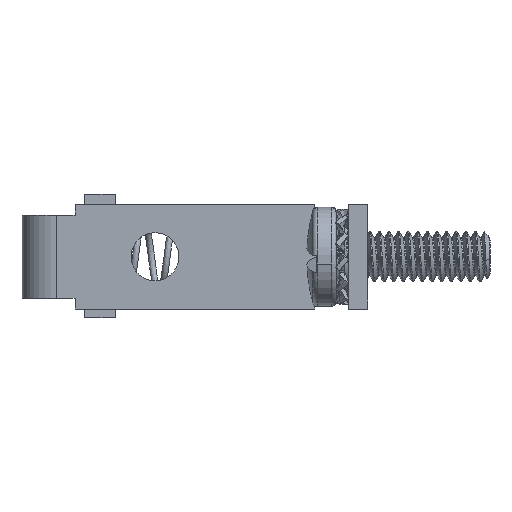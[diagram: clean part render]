
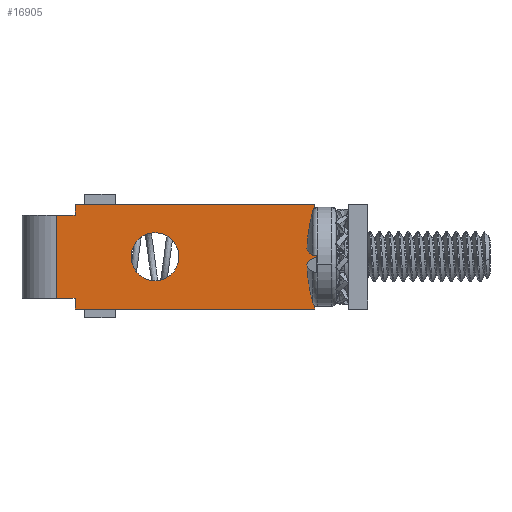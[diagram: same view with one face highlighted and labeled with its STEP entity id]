
A CAD part, left-side view. The second image highlights one B-rep face of the part: STEP entity #16905.
In plain terms, the highlighted planar face has unit normal (-1, 0, 0).
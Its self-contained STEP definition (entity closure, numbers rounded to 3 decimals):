
#67 = VECTOR ( 'NONE', #12535, 1000. ) ;
#146 = EDGE_CURVE ( 'NONE', #10121, #15276, #30841, .T. ) ;
#521 = CARTESIAN_POINT ( 'NONE',  ( -26.543, 0.254, 3.366 ) ) ;
#895 = LINE ( 'NONE', #27987, #12985 ) ;
#1151 = EDGE_CURVE ( 'NONE', #24982, #15276, #895, .T. ) ;
#1611 = VECTOR ( 'NONE', #16145, 1000. ) ;
#1781 = LINE ( 'NONE', #24509, #30117 ) ;
#1852 = CARTESIAN_POINT ( 'NONE',  ( -26.543, 0.254, 4.254 ) ) ;
#1954 = DIRECTION ( 'NONE',  ( 0., 0., -1. ) ) ;
#3109 = AXIS2_PLACEMENT_3D ( 'NONE', #12815, #33142, #27904 ) ;
#3192 = DIRECTION ( 'NONE',  ( 0., -1., 0. ) ) ;
#3251 = DIRECTION ( 'NONE',  ( 0., 1., 0. ) ) ;
#3346 = VECTOR ( 'NONE', #13706, 1000. ) ;
#3596 = EDGE_CURVE ( 'NONE', #30586, #28785, #8281, .T. ) ;
#3665 = LINE ( 'NONE', #28044, #9743 ) ;
#4010 = CARTESIAN_POINT ( 'NONE',  ( -26.543, -1.27, -3.493 ) ) ;
#4172 = ORIENTED_EDGE ( 'NONE', *, *, #6861, .F. ) ;
#4277 = VERTEX_POINT ( 'NONE', #27287 ) ;
#4576 = CARTESIAN_POINT ( 'NONE',  ( -26.543, 1.524, 3.366 ) ) ;
#4737 = CIRCLE ( 'NONE', #19587, 1.981 ) ;
#4828 = FACE_OUTER_BOUND ( 'NONE', #30826, .T. ) ;
#5086 = EDGE_CURVE ( 'NONE', #26291, #31903, #9830, .T. ) ;
#5192 = EDGE_CURVE ( 'NONE', #8944, #14320, #6548, .T. ) ;
#5540 = CARTESIAN_POINT ( 'NONE',  ( -26.543, -5.893, -0.063 ) ) ;
#5693 = CARTESIAN_POINT ( 'NONE',  ( -26.543, -1.27, 4.254 ) ) ;
#5863 = CARTESIAN_POINT ( 'NONE',  ( -26.543, -22.606, 4.254 ) ) ;
#6548 = LINE ( 'NONE', #1852, #24093 ) ;
#6727 = VERTEX_POINT ( 'NONE', #14567 ) ;
#6805 = DIRECTION ( 'NONE',  ( 1., 0., 0. ) ) ;
#6861 = EDGE_CURVE ( 'NONE', #28785, #30586, #4737, .T. ) ;
#6919 = CARTESIAN_POINT ( 'NONE',  ( -26.543, 1.524, 4.254 ) ) ;
#7410 = DIRECTION ( 'NONE',  ( 0., 1., 0. ) ) ;
#7428 = VERTEX_POINT ( 'NONE', #13357 ) ;
#7959 = ORIENTED_EDGE ( 'NONE', *, *, #25234, .T. ) ;
#8035 = VERTEX_POINT ( 'NONE', #4010 ) ;
#8116 = CARTESIAN_POINT ( 'NONE',  ( -26.543, 1.524, 3.365 ) ) ;
#8281 = CIRCLE ( 'NONE', #3109, 1.981 ) ;
#8520 = CARTESIAN_POINT ( 'NONE',  ( -26.543, -21.082, 4.254 ) ) ;
#8944 = VERTEX_POINT ( 'NONE', #521 ) ;
#8973 = VECTOR ( 'NONE', #7410, 1000. ) ;
#9034 = DIRECTION ( 'NONE',  ( 0., -1., 0. ) ) ;
#9189 = DIRECTION ( 'NONE',  ( 0., 0., -1. ) ) ;
#9358 = CARTESIAN_POINT ( 'NONE',  ( -26.543, 1.524, -3.493 ) ) ;
#9543 = EDGE_LOOP ( 'NONE', ( #28539, #4172 ) ) ;
#9743 = VECTOR ( 'NONE', #30485, 1000. ) ;
#9830 = LINE ( 'NONE', #32157, #18152 ) ;
#9861 = ORIENTED_EDGE ( 'NONE', *, *, #5086, .T. ) ;
#10121 = VERTEX_POINT ( 'NONE', #5693 ) ;
#11491 = CARTESIAN_POINT ( 'NONE',  ( -26.543, 0.254, -3.493 ) ) ;
#11603 = ORIENTED_EDGE ( 'NONE', *, *, #12649, .T. ) ;
#12209 = EDGE_CURVE ( 'NONE', #4277, #24982, #17463, .T. ) ;
#12294 = CARTESIAN_POINT ( 'NONE',  ( -26.543, -21.082, 4.254 ) ) ;
#12535 = DIRECTION ( 'NONE',  ( 0., -1., 0. ) ) ;
#12649 = EDGE_CURVE ( 'NONE', #10121, #25032, #1781, .T. ) ;
#12711 = CARTESIAN_POINT ( 'NONE',  ( -26.543, -9.855, -0.064 ) ) ;
#12815 = CARTESIAN_POINT ( 'NONE',  ( -26.543, -7.874, -0.064 ) ) ;
#12880 = EDGE_CURVE ( 'NONE', #31903, #6727, #20906, .T. ) ;
#12985 = VECTOR ( 'NONE', #22953, 1000. ) ;
#13357 = CARTESIAN_POINT ( 'NONE',  ( -26.543, -22.606, -3.493 ) ) ;
#13706 = DIRECTION ( 'NONE',  ( 0., 0., -1. ) ) ;
#13842 = CARTESIAN_POINT ( 'NONE',  ( -26.543, -21.082, 3.365 ) ) ;
#14320 = VERTEX_POINT ( 'NONE', #11491 ) ;
#14333 = EDGE_CURVE ( 'NONE', #4277, #7428, #25598, .T. ) ;
#14567 = CARTESIAN_POINT ( 'NONE',  ( -26.543, -21.082, -3.493 ) ) ;
#14808 = DIRECTION ( 'NONE',  ( 0., -1., 0. ) ) ;
#15265 = FACE_BOUND ( 'NONE', #9543, .T. ) ;
#15276 = VERTEX_POINT ( 'NONE', #8520 ) ;
#15658 = LINE ( 'NONE', #9358, #20797 ) ;
#15936 = DIRECTION ( 'NONE',  ( -1., 0., 0. ) ) ;
#16145 = DIRECTION ( 'NONE',  ( 0., 0., -1. ) ) ;
#16489 = EDGE_CURVE ( 'NONE', #14320, #8035, #15658, .T. ) ;
#16905 = ADVANCED_FACE ( 'NONE', ( #15265, #4828 ), #19193, .F. ) ;
#16958 = LINE ( 'NONE', #18676, #3346 ) ;
#17232 = AXIS2_PLACEMENT_3D ( 'NONE', #22063, #6805, #24301 ) ;
#17463 = LINE ( 'NONE', #8116, #28202 ) ;
#17675 = ORIENTED_EDGE ( 'NONE', *, *, #146, .F. ) ;
#18152 = VECTOR ( 'NONE', #9034, 1000. ) ;
#18251 = ORIENTED_EDGE ( 'NONE', *, *, #5192, .T. ) ;
#18676 = CARTESIAN_POINT ( 'NONE',  ( -26.543, -1.27, 4.254 ) ) ;
#19193 = PLANE ( 'NONE',  #17232 ) ;
#19474 = EDGE_CURVE ( 'NONE', #8035, #26291, #16958, .T. ) ;
#19587 = AXIS2_PLACEMENT_3D ( 'NONE', #20716, #15936, #3192 ) ;
#20599 = ORIENTED_EDGE ( 'NONE', *, *, #1151, .T. ) ;
#20716 = CARTESIAN_POINT ( 'NONE',  ( -26.543, -7.874, -0.064 ) ) ;
#20797 = VECTOR ( 'NONE', #14808, 1000. ) ;
#20906 = LINE ( 'NONE', #12294, #32895 ) ;
#22063 = CARTESIAN_POINT ( 'NONE',  ( -26.543, 1.524, 4.254 ) ) ;
#22577 = ORIENTED_EDGE ( 'NONE', *, *, #16489, .T. ) ;
#22953 = DIRECTION ( 'NONE',  ( 0., 0., 1. ) ) ;
#23477 = ORIENTED_EDGE ( 'NONE', *, *, #12880, .T. ) ;
#24093 = VECTOR ( 'NONE', #1954, 1000. ) ;
#24301 = DIRECTION ( 'NONE',  ( 0., 1., 0. ) ) ;
#24505 = CARTESIAN_POINT ( 'NONE',  ( -26.543, -21.082, -4.382 ) ) ;
#24509 = CARTESIAN_POINT ( 'NONE',  ( -26.543, -1.27, 4.255 ) ) ;
#24982 = VERTEX_POINT ( 'NONE', #13842 ) ;
#25032 = VERTEX_POINT ( 'NONE', #29122 ) ;
#25234 = EDGE_CURVE ( 'NONE', #25032, #8944, #26074, .T. ) ;
#25598 = LINE ( 'NONE', #5863, #1611 ) ;
#26074 = LINE ( 'NONE', #4576, #8973 ) ;
#26291 = VERTEX_POINT ( 'NONE', #26572 ) ;
#26572 = CARTESIAN_POINT ( 'NONE',  ( -26.543, -1.27, -4.382 ) ) ;
#27287 = CARTESIAN_POINT ( 'NONE',  ( -26.543, -22.606, 3.365 ) ) ;
#27481 = ORIENTED_EDGE ( 'NONE', *, *, #32060, .T. ) ;
#27904 = DIRECTION ( 'NONE',  ( 0., -1., 0. ) ) ;
#27987 = CARTESIAN_POINT ( 'NONE',  ( -26.543, -21.082, 4.254 ) ) ;
#28044 = CARTESIAN_POINT ( 'NONE',  ( -26.543, 1.524, -3.492 ) ) ;
#28202 = VECTOR ( 'NONE', #3251, 1000. ) ;
#28539 = ORIENTED_EDGE ( 'NONE', *, *, #3596, .F. ) ;
#28785 = VERTEX_POINT ( 'NONE', #5540 ) ;
#29122 = CARTESIAN_POINT ( 'NONE',  ( -26.543, -1.27, 3.365 ) ) ;
#30061 = DIRECTION ( 'NONE',  ( 0., 0., 1. ) ) ;
#30117 = VECTOR ( 'NONE', #9189, 1000. ) ;
#30485 = DIRECTION ( 'NONE',  ( 0., -1., 0. ) ) ;
#30586 = VERTEX_POINT ( 'NONE', #12711 ) ;
#30826 = EDGE_LOOP ( 'NONE', ( #11603, #7959, #18251, #22577, #31799, #9861, #23477, #27481, #33094, #33161, #20599, #17675 ) ) ;
#30841 = LINE ( 'NONE', #6919, #67 ) ;
#31799 = ORIENTED_EDGE ( 'NONE', *, *, #19474, .T. ) ;
#31903 = VERTEX_POINT ( 'NONE', #24505 ) ;
#32060 = EDGE_CURVE ( 'NONE', #6727, #7428, #3665, .T. ) ;
#32157 = CARTESIAN_POINT ( 'NONE',  ( -26.543, 1.524, -4.382 ) ) ;
#32895 = VECTOR ( 'NONE', #30061, 1000. ) ;
#33094 = ORIENTED_EDGE ( 'NONE', *, *, #14333, .F. ) ;
#33142 = DIRECTION ( 'NONE',  ( -1., 0., 0. ) ) ;
#33161 = ORIENTED_EDGE ( 'NONE', *, *, #12209, .T. ) ;
